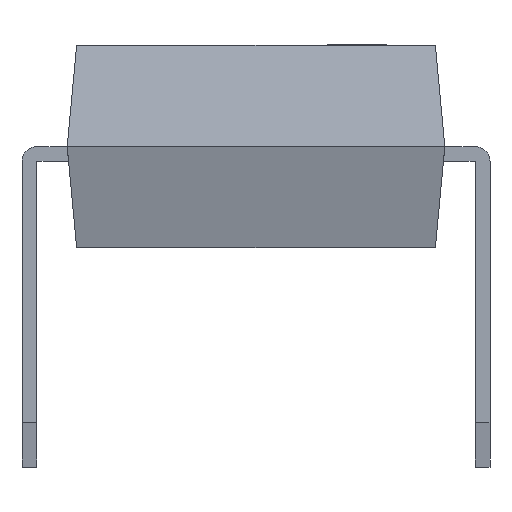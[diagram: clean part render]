
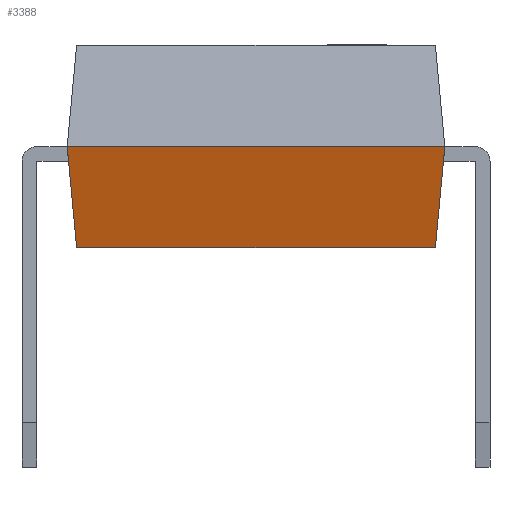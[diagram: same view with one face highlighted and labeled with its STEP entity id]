
A CAD part, front view. The second image highlights one B-rep face of the part: STEP entity #3388.
In plain terms, the highlighted free-form (B-spline) face has degree [1, 1] with [2, 2] control points.
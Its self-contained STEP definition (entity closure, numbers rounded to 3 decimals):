
#824 = VERTEX_POINT('',#825);
#825 = CARTESIAN_POINT('',(3.175,-9.653,2.21));
#846 = EDGE_CURVE('',#847,#824,#849,.T.);
#847 = VERTEX_POINT('',#848);
#848 = CARTESIAN_POINT('',(-3.175,-9.653,2.21));
#849 = LINE('',#850,#851);
#850 = CARTESIAN_POINT('',(-3.175,-9.653,2.21));
#851 = VECTOR('',#852,1.);
#852 = DIRECTION('',(1.,0.,0.));
#2964 = EDGE_CURVE('',#824,#2965,#2967,.T.);
#2965 = VERTEX_POINT('',#2966);
#2966 = CARTESIAN_POINT('',(3.016,-9.17,0.51));
#2967 = B_SPLINE_CURVE_WITH_KNOTS('',1,(#2968,#2969),.UNSPECIFIED.,.F.,
  .F.,(2,2),(0.,1.),.PIECEWISE_BEZIER_KNOTS.);
#2968 = CARTESIAN_POINT('',(3.175,-9.653,2.21));
#2969 = CARTESIAN_POINT('',(3.016,-9.17,0.51));
#3388 = ADVANCED_FACE('',(#3389),#3406,.F.);
#3389 = FACE_BOUND('',#3390,.F.);
#3390 = EDGE_LOOP('',(#3391,#3392,#3393,#3401));
#3391 = ORIENTED_EDGE('',*,*,#846,.T.);
#3392 = ORIENTED_EDGE('',*,*,#2964,.T.);
#3393 = ORIENTED_EDGE('',*,*,#3394,.F.);
#3394 = EDGE_CURVE('',#3395,#2965,#3397,.T.);
#3395 = VERTEX_POINT('',#3396);
#3396 = CARTESIAN_POINT('',(-3.016,-9.17,0.51));
#3397 = LINE('',#3398,#3399);
#3398 = CARTESIAN_POINT('',(-3.016,-9.17,0.51));
#3399 = VECTOR('',#3400,1.);
#3400 = DIRECTION('',(1.,0.,0.));
#3401 = ORIENTED_EDGE('',*,*,#3402,.F.);
#3402 = EDGE_CURVE('',#847,#3395,#3403,.T.);
#3403 = B_SPLINE_CURVE_WITH_KNOTS('',1,(#3404,#3405),.UNSPECIFIED.,.F.,
  .F.,(2,2),(0.,1.),.PIECEWISE_BEZIER_KNOTS.);
#3404 = CARTESIAN_POINT('',(-3.175,-9.653,2.21));
#3405 = CARTESIAN_POINT('',(-3.016,-9.17,0.51));
#3406 = B_SPLINE_SURFACE_WITH_KNOTS('',1,1,(
    (#3407,#3408)
    ,(#3409,#3410
    )),.UNSPECIFIED.,.F.,.F.,.F.,(2,2),(2,2),(0.,6.35),(0.,1.),
  .PIECEWISE_BEZIER_KNOTS.);
#3407 = CARTESIAN_POINT('',(-3.175,-9.653,2.21));
#3408 = CARTESIAN_POINT('',(-3.016,-9.17,0.51));
#3409 = CARTESIAN_POINT('',(3.175,-9.653,2.21));
#3410 = CARTESIAN_POINT('',(3.016,-9.17,0.51));
